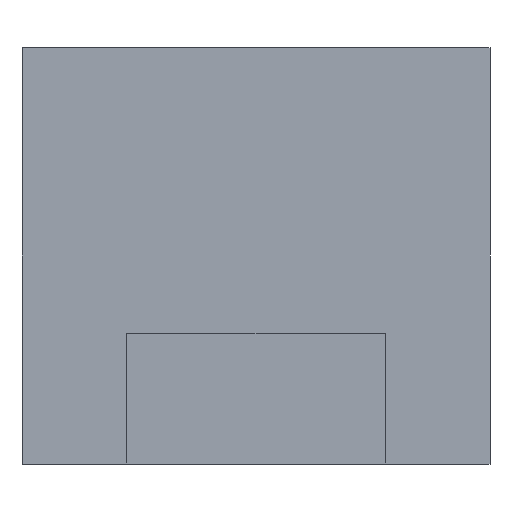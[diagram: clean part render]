
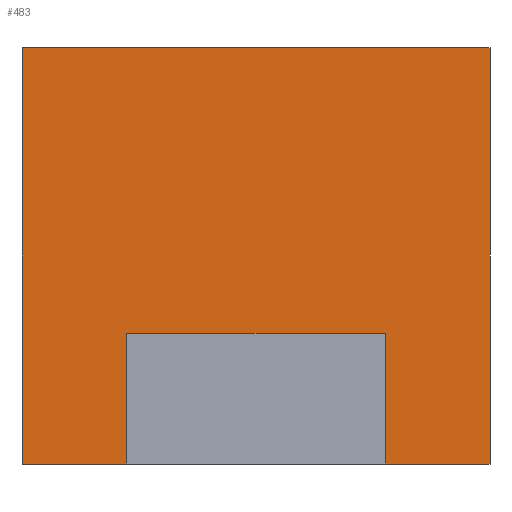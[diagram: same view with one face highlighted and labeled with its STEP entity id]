
A CAD part, front view. The second image highlights one B-rep face of the part: STEP entity #483.
In plain terms, the highlighted planar face has unit normal (0, -1, 0).
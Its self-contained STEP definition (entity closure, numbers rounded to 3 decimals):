
#127 = VERTEX_POINT('',#128);
#128 = CARTESIAN_POINT('',(-14.625,0.,0.));
#134 = EDGE_CURVE('',#127,#135,#137,.T.);
#135 = VERTEX_POINT('',#136);
#136 = CARTESIAN_POINT('',(-8.08,0.,0.));
#137 = LINE('',#138,#139);
#138 = CARTESIAN_POINT('',(-14.625,0.,0.));
#139 = VECTOR('',#140,1.);
#140 = DIRECTION('',(1.,0.,0.));
#159 = VERTEX_POINT('',#160);
#160 = CARTESIAN_POINT('',(8.08,0.,0.));
#166 = EDGE_CURVE('',#159,#167,#169,.T.);
#167 = VERTEX_POINT('',#168);
#168 = CARTESIAN_POINT('',(14.625,0.,0.));
#169 = LINE('',#170,#171);
#170 = CARTESIAN_POINT('',(-14.625,0.,0.));
#171 = VECTOR('',#172,1.);
#172 = DIRECTION('',(1.,0.,0.));
#239 = VERTEX_POINT('',#240);
#240 = CARTESIAN_POINT('',(-14.625,0.,26.));
#246 = EDGE_CURVE('',#239,#247,#249,.T.);
#247 = VERTEX_POINT('',#248);
#248 = CARTESIAN_POINT('',(14.625,0.,26.));
#249 = LINE('',#250,#251);
#250 = CARTESIAN_POINT('',(-14.625,0.,26.));
#251 = VECTOR('',#252,1.);
#252 = DIRECTION('',(1.,0.,0.));
#370 = EDGE_CURVE('',#127,#239,#371,.T.);
#371 = LINE('',#372,#373);
#372 = CARTESIAN_POINT('',(-14.625,0.,0.));
#373 = VECTOR('',#374,1.);
#374 = DIRECTION('',(0.,0.,1.));
#470 = EDGE_CURVE('',#167,#247,#471,.T.);
#471 = LINE('',#472,#473);
#472 = CARTESIAN_POINT('',(14.625,0.,0.));
#473 = VECTOR('',#474,1.);
#474 = DIRECTION('',(0.,0.,1.));
#483 = ADVANCED_FACE('',(#484),#513,.F.);
#484 = FACE_BOUND('',#485,.F.);
#485 = EDGE_LOOP('',(#486,#487,#488,#489,#490,#491,#499,#507));
#486 = ORIENTED_EDGE('',*,*,#134,.F.);
#487 = ORIENTED_EDGE('',*,*,#370,.T.);
#488 = ORIENTED_EDGE('',*,*,#246,.T.);
#489 = ORIENTED_EDGE('',*,*,#470,.F.);
#490 = ORIENTED_EDGE('',*,*,#166,.F.);
#491 = ORIENTED_EDGE('',*,*,#492,.F.);
#492 = EDGE_CURVE('',#493,#159,#495,.T.);
#493 = VERTEX_POINT('',#494);
#494 = CARTESIAN_POINT('',(8.08,0.,8.16));
#495 = LINE('',#496,#497);
#496 = CARTESIAN_POINT('',(8.08,0.,8.16));
#497 = VECTOR('',#498,1.);
#498 = DIRECTION('',(0.,0.,-1.));
#499 = ORIENTED_EDGE('',*,*,#500,.F.);
#500 = EDGE_CURVE('',#501,#493,#503,.T.);
#501 = VERTEX_POINT('',#502);
#502 = CARTESIAN_POINT('',(-8.08,0.,8.16));
#503 = LINE('',#504,#505);
#504 = CARTESIAN_POINT('',(-8.08,0.,8.16));
#505 = VECTOR('',#506,1.);
#506 = DIRECTION('',(1.,0.,0.));
#507 = ORIENTED_EDGE('',*,*,#508,.F.);
#508 = EDGE_CURVE('',#135,#501,#509,.T.);
#509 = LINE('',#510,#511);
#510 = CARTESIAN_POINT('',(-8.08,0.,0.));
#511 = VECTOR('',#512,1.);
#512 = DIRECTION('',(0.,0.,1.));
#513 = PLANE('',#514);
#514 = AXIS2_PLACEMENT_3D('',#515,#516,#517);
#515 = CARTESIAN_POINT('',(-14.625,0.,0.));
#516 = DIRECTION('',(0.,1.,0.));
#517 = DIRECTION('',(1.,0.,0.));
